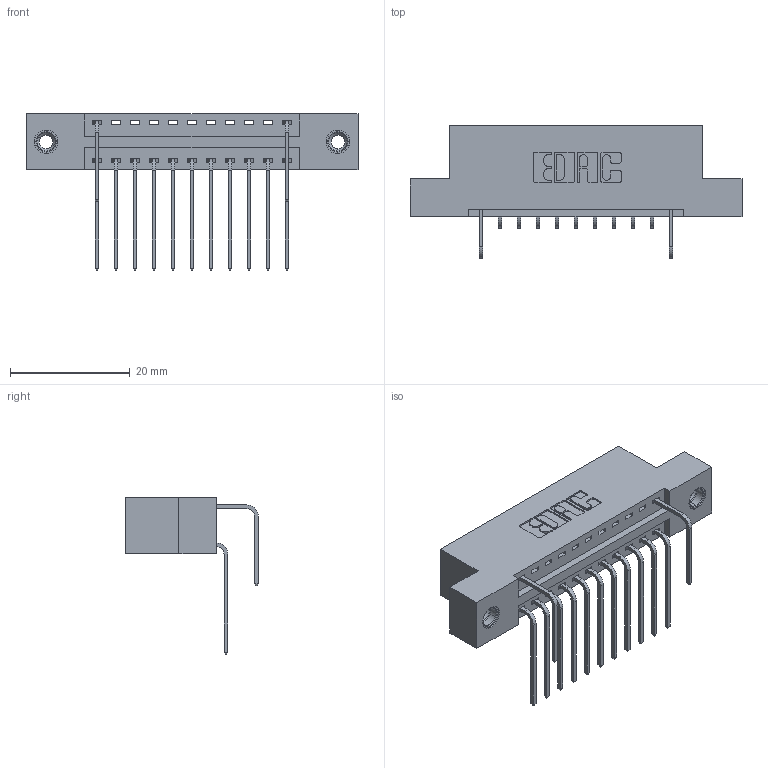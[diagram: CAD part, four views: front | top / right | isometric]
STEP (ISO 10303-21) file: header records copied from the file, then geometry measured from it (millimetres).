
FILE_DESCRIPTION (( 'STEP AP203' ), '1' );
FILE_NAME ('346-022-558-208.STEP', '2018-08-21T01:06:56', ( '' ), ( '' ), 'SwSTEP 2.0', 'SolidWorks 2016', '' );
FILE_SCHEMA (( 'CONFIG_CONTROL_DESIGN' ));
Length unit declared in the file: inch
Products named in the file (5): 345-292-001_558 Tail - 2; 345-250-001_345-250-003-102; 346-022-558-208; 346 Part_Flush Mounting Lugs - 0.156 Dia-TI; 345-292-001_558 559 Tail - 1
Assembly tree (16 placements, depth 2):
  346-022-558-208
    346 Part_Flush Mounting Lugs - 0.156 Dia-TI
    345-292-001_558 559 Tail - 1  x11
    345-292-001_558 Tail - 2  x2
    345-250-001_345-250-003-102  x2
Bounding box: 55.5 x 22.16 x 26.16 mm (x, y, z)
Volume: 5158.6 mm3; surface area: 6516.3 mm2
Topology: 16 solids, 16 shells, 938 faces, 2747 edges, 1806 vertices
Faces by surface type: plane 634, cylinder 288, cone 12, torus 4
Entity records: 14034 total; most frequent: CARTESIAN_POINT 2429, ORIENTED_EDGE 2314, DIRECTION 2181, EDGE_CURVE 1157, LINE 921, VECTOR 921, VERTEX_POINT 764, AXIS2_PLACEMENT_3D 630
